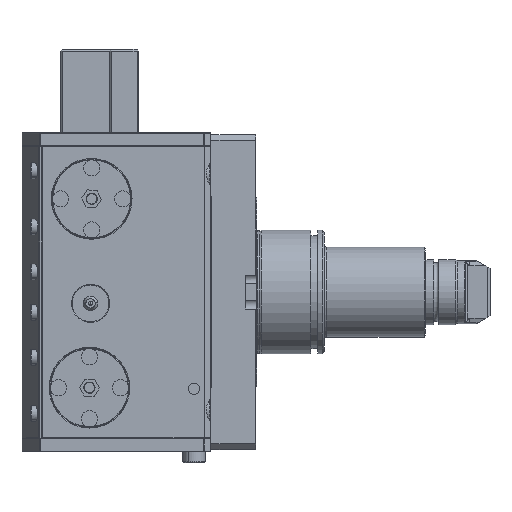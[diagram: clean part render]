
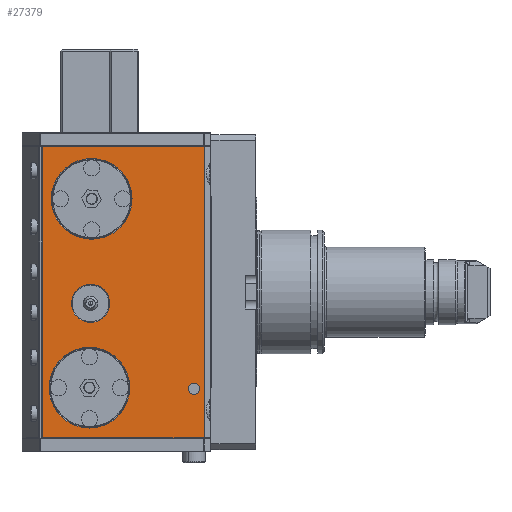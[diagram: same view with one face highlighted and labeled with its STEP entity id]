
A CAD part, left-side view. The second image highlights one B-rep face of the part: STEP entity #27379.
In plain terms, the highlighted planar face has unit normal (-1, 0, 0).
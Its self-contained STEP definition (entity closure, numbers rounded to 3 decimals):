
#85 = CARTESIAN_POINT ( 'NONE',  ( -43.5, 73.5, 41.5 ) ) ;
#389 = DIRECTION ( 'NONE',  ( 1., 0., 0. ) ) ;
#783 = CIRCLE ( 'NONE', #824, 17.95 ) ;
#824 = AXIS2_PLACEMENT_3D ( 'NONE', #33974, #20170, #20480 ) ;
#1930 = DIRECTION ( 'NONE',  ( 0., 0., 1. ) ) ;
#2882 = VERTEX_POINT ( 'NONE', #26440 ) ;
#3536 = DIRECTION ( 'NONE',  ( 0., 0., 1. ) ) ;
#3685 = VERTEX_POINT ( 'NONE', #7364 ) ;
#4358 = EDGE_LOOP ( 'NONE', ( #38945, #13632, #35543, #37117 ) ) ;
#4393 = FACE_BOUND ( 'NONE', #49676, .T. ) ;
#4479 = ORIENTED_EDGE ( 'NONE', *, *, #31710, .T. ) ;
#5894 = VECTOR ( 'NONE', #10031, 1000. ) ;
#6803 = CARTESIAN_POINT ( 'NONE',  ( -43.5, 74., 3.5 ) ) ;
#7230 = EDGE_CURVE ( 'NONE', #2882, #41507, #39966, .T. ) ;
#7364 = CARTESIAN_POINT ( 'NONE',  ( -43.5, 95.3, -64.8 ) ) ;
#7828 = AXIS2_PLACEMENT_3D ( 'NONE', #43225, #52205, #1930 ) ;
#7921 = CARTESIAN_POINT ( 'NONE',  ( -43.5, 73.5, 23.55 ) ) ;
#9309 = DIRECTION ( 'NONE',  ( 0., 0., 1. ) ) ;
#9630 = LINE ( 'NONE', #27327, #58404 ) ;
#10031 = DIRECTION ( 'NONE',  ( 0., 0., 1. ) ) ;
#10845 = DIRECTION ( 'NONE',  ( -1., 0., 0. ) ) ;
#10885 = CIRCLE ( 'NONE', #18415, 8.5 ) ;
#12453 = FACE_BOUND ( 'NONE', #55759, .T. ) ;
#13184 = EDGE_CURVE ( 'NONE', #48363, #47020, #45172, .T. ) ;
#13632 = ORIENTED_EDGE ( 'NONE', *, *, #49404, .T. ) ;
#15498 = LINE ( 'NONE', #57074, #37402 ) ;
#18415 = AXIS2_PLACEMENT_3D ( 'NONE', #21807, #58006, #40110 ) ;
#18701 = ORIENTED_EDGE ( 'NONE', *, *, #7230, .T. ) ;
#19207 = VERTEX_POINT ( 'NONE', #19561 ) ;
#19342 = EDGE_CURVE ( 'NONE', #3685, #33330, #40116, .T. ) ;
#19561 = CARTESIAN_POINT ( 'NONE',  ( -43.5, 95.3, 64.8 ) ) ;
#20170 = DIRECTION ( 'NONE',  ( 1., 0., 0. ) ) ;
#20480 = DIRECTION ( 'NONE',  ( 0., 0., 1. ) ) ;
#21128 = EDGE_CURVE ( 'NONE', #47020, #48363, #35172, .T. ) ;
#21141 = CARTESIAN_POINT ( 'NONE',  ( -43.5, 23.5, 64.8 ) ) ;
#21759 = AXIS2_PLACEMENT_3D ( 'NONE', #85, #389, #9309 ) ;
#21807 = CARTESIAN_POINT ( 'NONE',  ( -43.5, 74., -5. ) ) ;
#22322 = FACE_OUTER_BOUND ( 'NONE', #4358, .T. ) ;
#23475 = EDGE_CURVE ( 'NONE', #33330, #39974, #46288, .T. ) ;
#25738 = ORIENTED_EDGE ( 'NONE', *, *, #47572, .T. ) ;
#26265 = DIRECTION ( 'NONE',  ( 1., 0., 0. ) ) ;
#26440 = CARTESIAN_POINT ( 'NONE',  ( -43.5, 73.5, 59.45 ) ) ;
#26518 = PLANE ( 'NONE',  #43677 ) ;
#27005 = CIRCLE ( 'NONE', #34683, 8.5 ) ;
#27327 = CARTESIAN_POINT ( 'NONE',  ( -43.5, 95.3, -65. ) ) ;
#27379 = ADVANCED_FACE ( 'Defeature completata2_134', ( #12453, #40890, #58533, #4393, #22322 ), #26518, .T. ) ;
#27685 = CARTESIAN_POINT ( 'NONE',  ( -43.5, 74.5, -42.5 ) ) ;
#30435 = CARTESIAN_POINT ( 'NONE',  ( -43.5, 20.5, -65. ) ) ;
#30762 = ORIENTED_EDGE ( 'NONE', *, *, #50914, .T. ) ;
#30971 = VERTEX_POINT ( 'NONE', #53989 ) ;
#31003 = EDGE_LOOP ( 'NONE', ( #25738, #45390 ) ) ;
#31710 = EDGE_CURVE ( 'NONE', #55831, #30971, #53695, .T. ) ;
#32659 = AXIS2_PLACEMENT_3D ( 'NONE', #51938, #33398, #51640 ) ;
#33330 = VERTEX_POINT ( 'NONE', #35384 ) ;
#33398 = DIRECTION ( 'NONE',  ( 1., 0., 0. ) ) ;
#33895 = EDGE_CURVE ( 'NONE', #19207, #3685, #9630, .T. ) ;
#33974 = CARTESIAN_POINT ( 'NONE',  ( -43.5, 73.5, 41.5 ) ) ;
#34683 = AXIS2_PLACEMENT_3D ( 'NONE', #53485, #26265, #3536 ) ;
#35172 = CIRCLE ( 'NONE', #43741, 2.5 ) ;
#35384 = CARTESIAN_POINT ( 'NONE',  ( -43.5, 23.5, -64.8 ) ) ;
#35543 = ORIENTED_EDGE ( 'NONE', *, *, #33895, .T. ) ;
#36538 = VERTEX_POINT ( 'NONE', #47917 ) ;
#37117 = ORIENTED_EDGE ( 'NONE', *, *, #19342, .T. ) ;
#37402 = VECTOR ( 'NONE', #37708, 1000. ) ;
#37708 = DIRECTION ( 'NONE',  ( 0., 1., 0. ) ) ;
#37848 = CARTESIAN_POINT ( 'NONE',  ( -43.5, 28., -45.5 ) ) ;
#38123 = DIRECTION ( 'NONE',  ( 0., 0., 1. ) ) ;
#38945 = ORIENTED_EDGE ( 'NONE', *, *, #23475, .T. ) ;
#39534 = DIRECTION ( 'NONE',  ( 0., -1., 0. ) ) ;
#39966 = CIRCLE ( 'NONE', #21759, 17.95 ) ;
#39974 = VERTEX_POINT ( 'NONE', #21141 ) ;
#40110 = DIRECTION ( 'NONE',  ( 0., 0., 1. ) ) ;
#40116 = LINE ( 'NONE', #56324, #48604 ) ;
#40615 = DIRECTION ( 'NONE',  ( 0., 0., 1. ) ) ;
#40873 = DIRECTION ( 'NONE',  ( 1., 0., 0. ) ) ;
#40890 = FACE_BOUND ( 'NONE', #51420, .T. ) ;
#41107 = DIRECTION ( 'NONE',  ( 0., 0., -1. ) ) ;
#41469 = DIRECTION ( 'NONE',  ( 0., 0., 1. ) ) ;
#41507 = VERTEX_POINT ( 'NONE', #7921 ) ;
#42646 = EDGE_CURVE ( 'NONE', #36538, #56332, #10885, .T. ) ;
#43225 = CARTESIAN_POINT ( 'NONE',  ( -43.5, 28., -43. ) ) ;
#43677 = AXIS2_PLACEMENT_3D ( 'NONE', #30435, #44501, #40615 ) ;
#43741 = AXIS2_PLACEMENT_3D ( 'NONE', #47086, #10845, #38123 ) ;
#44501 = DIRECTION ( 'NONE',  ( -1., 0., 0. ) ) ;
#45172 = CIRCLE ( 'NONE', #7828, 2.5 ) ;
#45390 = ORIENTED_EDGE ( 'NONE', *, *, #42646, .T. ) ;
#45775 = CARTESIAN_POINT ( 'NONE',  ( -43.5, 28., -40.5 ) ) ;
#46288 = LINE ( 'NONE', #46572, #5894 ) ;
#46572 = CARTESIAN_POINT ( 'NONE',  ( -43.5, 23.5, -65. ) ) ;
#47020 = VERTEX_POINT ( 'NONE', #37848 ) ;
#47086 = CARTESIAN_POINT ( 'NONE',  ( -43.5, 28., -43. ) ) ;
#47572 = EDGE_CURVE ( 'NONE', #56332, #36538, #27005, .T. ) ;
#47917 = CARTESIAN_POINT ( 'NONE',  ( -43.5, 74., -13.5 ) ) ;
#48363 = VERTEX_POINT ( 'NONE', #45775 ) ;
#48536 = AXIS2_PLACEMENT_3D ( 'NONE', #27685, #40873, #41469 ) ;
#48604 = VECTOR ( 'NONE', #39534, 1000. ) ;
#49404 = EDGE_CURVE ( 'NONE', #39974, #19207, #15498, .T. ) ;
#49676 = EDGE_LOOP ( 'NONE', ( #56247, #51435 ) ) ;
#50762 = EDGE_CURVE ( 'NONE', #30971, #55831, #57135, .T. ) ;
#50914 = EDGE_CURVE ( 'NONE', #41507, #2882, #783, .T. ) ;
#51420 = EDGE_LOOP ( 'NONE', ( #54002, #4479 ) ) ;
#51435 = ORIENTED_EDGE ( 'NONE', *, *, #21128, .F. ) ;
#51640 = DIRECTION ( 'NONE',  ( 0., 0., 1. ) ) ;
#51938 = CARTESIAN_POINT ( 'NONE',  ( -43.5, 74.5, -42.5 ) ) ;
#52205 = DIRECTION ( 'NONE',  ( -1., 0., 0. ) ) ;
#53485 = CARTESIAN_POINT ( 'NONE',  ( -43.5, 74., -5. ) ) ;
#53695 = CIRCLE ( 'NONE', #32659, 17.95 ) ;
#53989 = CARTESIAN_POINT ( 'NONE',  ( -43.5, 74.5, -24.55 ) ) ;
#54002 = ORIENTED_EDGE ( 'NONE', *, *, #50762, .T. ) ;
#54803 = CARTESIAN_POINT ( 'NONE',  ( -43.5, 74.5, -60.45 ) ) ;
#55759 = EDGE_LOOP ( 'NONE', ( #18701, #30762 ) ) ;
#55831 = VERTEX_POINT ( 'NONE', #54803 ) ;
#56247 = ORIENTED_EDGE ( 'NONE', *, *, #13184, .F. ) ;
#56324 = CARTESIAN_POINT ( 'NONE',  ( -43.5, 20.5, -64.8 ) ) ;
#56332 = VERTEX_POINT ( 'NONE', #6803 ) ;
#57074 = CARTESIAN_POINT ( 'NONE',  ( -43.5, 95.5, 64.8 ) ) ;
#57135 = CIRCLE ( 'NONE', #48536, 17.95 ) ;
#58006 = DIRECTION ( 'NONE',  ( 1., 0., 0. ) ) ;
#58404 = VECTOR ( 'NONE', #41107, 1000. ) ;
#58533 = FACE_BOUND ( 'NONE', #31003, .T. ) ;
